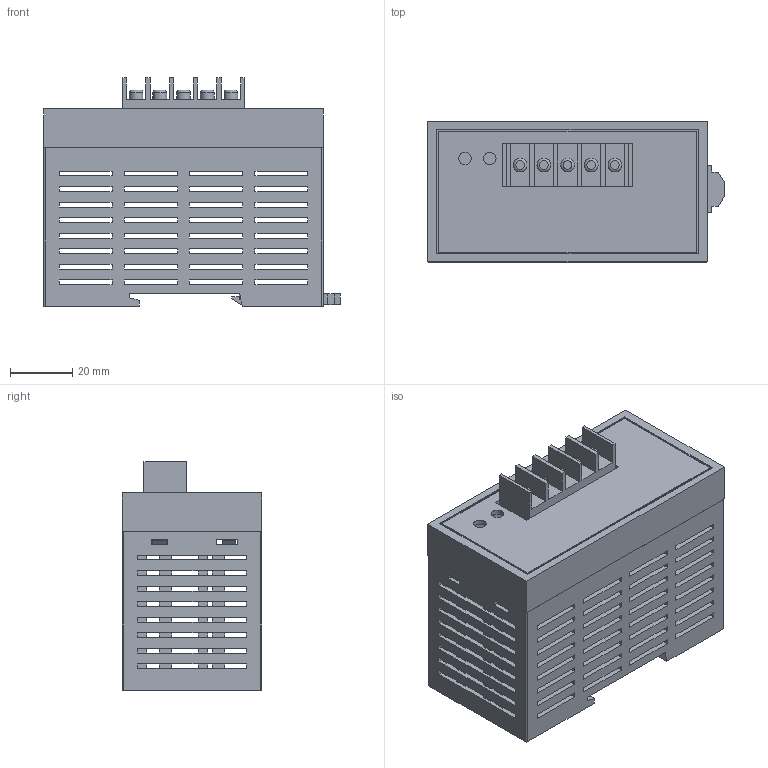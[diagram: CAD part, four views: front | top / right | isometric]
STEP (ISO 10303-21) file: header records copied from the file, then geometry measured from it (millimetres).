
FILE_DESCRIPTION(/* description */ (''),/* implementation_level */ '2;1');
FILE_NAME(/* name */ 'EDR035&050.stp',/* time_stamp */ '2023-07-21T14:30:40+08:00',/* author */ (''),/* organization */ (''),/* preprocessor_version */ 'ST-DEVELOPER v19.3',/* originating_system */ 'SIEMENS PLM Software NX2212.3001',/* authorisation */ '');
FILE_SCHEMA (('AP203_CONFIGURATION_CONTROLLED_3D_DESIGN_OF_MECHANICAL_PARTS_AND_ASSEMBLIES_MIM_LF { 1 0 10303 403 2 1 2}'));
Length unit declared in the file: millimetre
Products named in the file (5): A02SJKK00000001; A01J1DZP0000001; A02SJSJK0000006; A02SJSJK0000007; EDR035&050
Assembly tree (4 placements, depth 3):
  EDR035&050
    A02SJSJK0000006
    A02SJSJK0000007
      A02SJKK00000001
    A01J1DZP0000001
Bounding box: 95.47 x 45 x 73.5 mm (x, y, z)
Volume: 51202.9 mm3; surface area: 56819.6 mm2
Topology: 4 solids, 4 shells, 740 faces, 2406 edges, 1601 vertices
Faces by surface type: plane 724, cylinder 11, torus 5
Full cylindrical faces by diameter (mm): 4 x2, 4.405 x5
Entity records: 26924 total; most frequent: ORIENTED_EDGE 4788, CARTESIAN_POINT 4740, DIRECTION 3911, EDGE_CURVE 2394, LINE 2367, VECTOR 2367, VERTEX_POINT 1601, EDGE_LOOP 949
